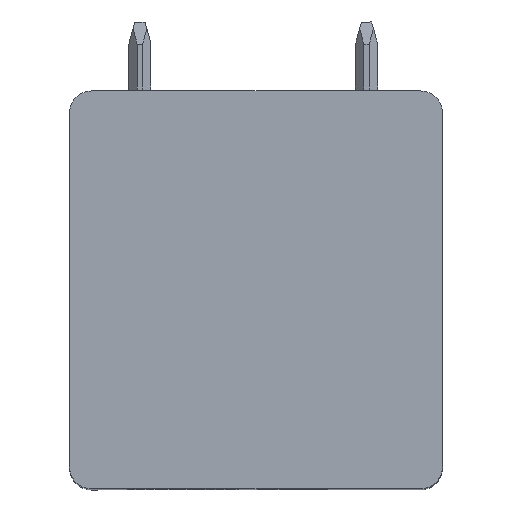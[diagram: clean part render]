
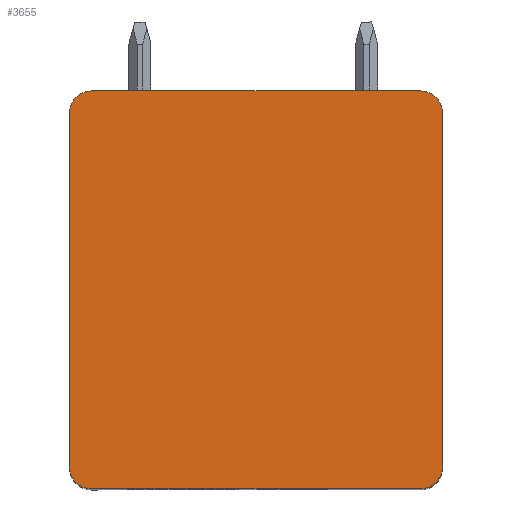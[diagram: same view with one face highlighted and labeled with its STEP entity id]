
A CAD part, top view. The second image highlights one B-rep face of the part: STEP entity #3655.
In plain terms, the highlighted planar face has unit normal (0, 0, 1).
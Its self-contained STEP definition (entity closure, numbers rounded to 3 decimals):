
#31 = VERTEX_POINT ( 'NONE', #1463 ) ;
#32 = ORIENTED_EDGE ( 'NONE', *, *, #3902, .F. ) ;
#62 = VERTEX_POINT ( 'NONE', #1367 ) ;
#70 = VERTEX_POINT ( 'NONE', #1374 ) ;
#130 = VERTEX_POINT ( 'NONE', #2561 ) ;
#191 = ORIENTED_EDGE ( 'NONE', *, *, #3483, .F. ) ;
#216 = VERTEX_POINT ( 'NONE', #2523 ) ;
#252 = VERTEX_POINT ( 'NONE', #2513 ) ;
#325 = DIRECTION ( 'NONE',  ( 0., 1., 0. ) ) ;
#326 = CARTESIAN_POINT ( 'NONE',  ( 0., -15.558, 10.24 ) ) ;
#327 = LINE ( 'NONE', #326, #2724 ) ;
#338 = DIRECTION ( 'NONE',  ( 0., -1., 0. ) ) ;
#339 = DIRECTION ( 'NONE',  ( 0., 0., -1. ) ) ;
#340 = CARTESIAN_POINT ( 'NONE',  ( 0.8, -15.508, 10.24 ) ) ;
#350 = DIRECTION ( 'NONE',  ( 0., -1., 0. ) ) ;
#351 = DIRECTION ( 'NONE',  ( 0., 0., -1. ) ) ;
#352 = CARTESIAN_POINT ( 'NONE',  ( 0.8, -2.708, 10.24 ) ) ;
#613 = DIRECTION ( 'NONE',  ( 0., -1., 0. ) ) ;
#614 = CARTESIAN_POINT ( 'NONE',  ( 13.5, -2.708, 10.24 ) ) ;
#615 = LINE ( 'NONE', #614, #2751 ) ;
#960 = DIRECTION ( 'NONE',  ( -1., 0., 0. ) ) ;
#961 = DIRECTION ( 'NONE',  ( 0., 0., -1. ) ) ;
#962 = CARTESIAN_POINT ( 'NONE',  ( 0.75, -15.558, 10.24 ) ) ;
#963 = PLANE ( 'NONE',  #2871 ) ;
#1025 = DIRECTION ( 'NONE',  ( 1., 0., 0. ) ) ;
#1026 = CARTESIAN_POINT ( 'NONE',  ( 0.75, -1.908, 10.24 ) ) ;
#1027 = LINE ( 'NONE', #1026, #1495 ) ;
#1180 = DIRECTION ( 'NONE',  ( 1., 0., 0. ) ) ;
#1181 = DIRECTION ( 'NONE',  ( 0., 0., -1. ) ) ;
#1182 = CARTESIAN_POINT ( 'NONE',  ( 12.7, -15.508, 10.24 ) ) ;
#1367 = CARTESIAN_POINT ( 'NONE',  ( 0., -15.508, 10.24 ) ) ;
#1374 = CARTESIAN_POINT ( 'NONE',  ( 0.8, -16.308, 10.24 ) ) ;
#1463 = CARTESIAN_POINT ( 'NONE',  ( 13.5, -15.508, 10.24 ) ) ;
#1495 = VECTOR ( 'NONE', #1025, 1000. ) ;
#1512 = AXIS2_PLACEMENT_3D ( 'NONE', #1182, #1181, #1180 ) ;
#1677 = CARTESIAN_POINT ( 'NONE',  ( 12.7, -16.308, 10.24 ) ) ;
#1696 = CARTESIAN_POINT ( 'NONE',  ( 0.8, -1.908, 10.24 ) ) ;
#2351 = DIRECTION ( 'NONE',  ( -1., 0., 0. ) ) ;
#2352 = CARTESIAN_POINT ( 'NONE',  ( 0.75, -16.308, 10.24 ) ) ;
#2353 = LINE ( 'NONE', #2352, #3836 ) ;
#2394 = DIRECTION ( 'NONE',  ( 0., -1., 0. ) ) ;
#2395 = DIRECTION ( 'NONE',  ( 0., 0., -1. ) ) ;
#2399 = CARTESIAN_POINT ( 'NONE',  ( 12.7, -2.708, 10.24 ) ) ;
#2513 = CARTESIAN_POINT ( 'NONE',  ( 13.5, -2.708, 10.24 ) ) ;
#2523 = CARTESIAN_POINT ( 'NONE',  ( 0., -2.708, 10.24 ) ) ;
#2561 = CARTESIAN_POINT ( 'NONE',  ( 12.7, -1.908, 10.24 ) ) ;
#2723 = AXIS2_PLACEMENT_3D ( 'NONE', #340, #339, #338 ) ;
#2724 = VECTOR ( 'NONE', #325, 1000. ) ;
#2729 = AXIS2_PLACEMENT_3D ( 'NONE', #352, #351, #350 ) ;
#2751 = VECTOR ( 'NONE', #613, 1000. ) ;
#2863 = FACE_OUTER_BOUND ( 'NONE', #4704, .T. ) ;
#2871 = AXIS2_PLACEMENT_3D ( 'NONE', #962, #961, #960 ) ;
#3468 = EDGE_CURVE ( 'NONE', #130, #252, #3642, .T. ) ;
#3483 = EDGE_CURVE ( 'NONE', #5045, #70, #2353, .T. ) ;
#3572 = EDGE_CURVE ( 'NONE', #31, #5045, #3685, .T. ) ;
#3611 = CIRCLE ( 'NONE', #2723, 0.8 ) ;
#3628 = EDGE_CURVE ( 'NONE', #4840, #130, #1027, .T. ) ;
#3642 = CIRCLE ( 'NONE', #3854, 0.8 ) ;
#3655 = ADVANCED_FACE ( 'NONE', ( #2863 ), #963, .F. ) ;
#3685 = CIRCLE ( 'NONE', #1512, 0.8 ) ;
#3783 = EDGE_CURVE ( 'NONE', #252, #31, #615, .T. ) ;
#3799 = CIRCLE ( 'NONE', #2729, 0.8 ) ;
#3836 = VECTOR ( 'NONE', #2351, 1000. ) ;
#3854 = AXIS2_PLACEMENT_3D ( 'NONE', #2399, #2395, #2394 ) ;
#3898 = EDGE_CURVE ( 'NONE', #216, #4840, #3799, .T. ) ;
#3902 = EDGE_CURVE ( 'NONE', #70, #62, #3611, .T. ) ;
#3906 = EDGE_CURVE ( 'NONE', #62, #216, #327, .T. ) ;
#4704 = EDGE_LOOP ( 'NONE', ( #32, #191, #4983, #4930, #5008, #5007, #5002, #4813 ) ) ;
#4813 = ORIENTED_EDGE ( 'NONE', *, *, #3906, .F. ) ;
#4840 = VERTEX_POINT ( 'NONE', #1696 ) ;
#4930 = ORIENTED_EDGE ( 'NONE', *, *, #3783, .F. ) ;
#4983 = ORIENTED_EDGE ( 'NONE', *, *, #3572, .F. ) ;
#5002 = ORIENTED_EDGE ( 'NONE', *, *, #3898, .F. ) ;
#5007 = ORIENTED_EDGE ( 'NONE', *, *, #3628, .F. ) ;
#5008 = ORIENTED_EDGE ( 'NONE', *, *, #3468, .F. ) ;
#5045 = VERTEX_POINT ( 'NONE', #1677 ) ;
